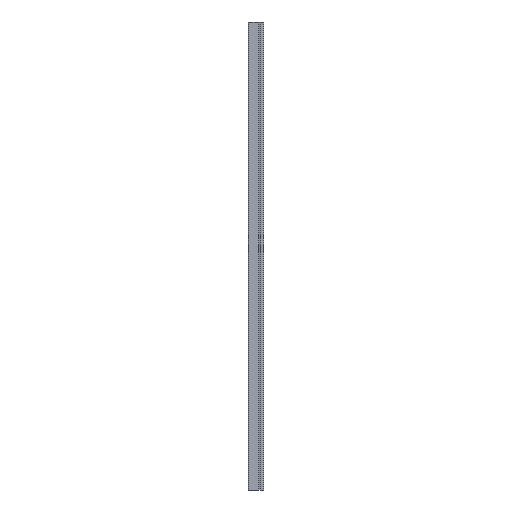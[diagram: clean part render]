
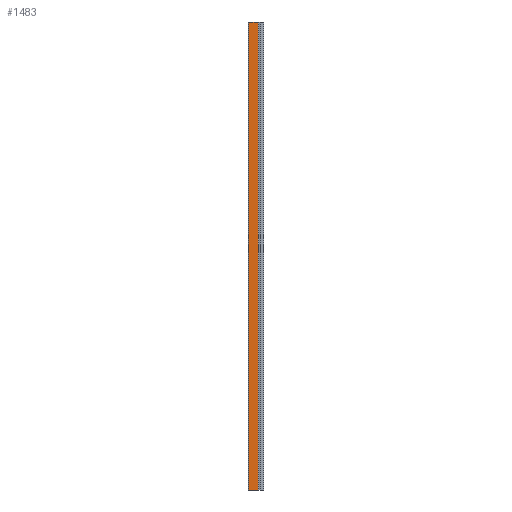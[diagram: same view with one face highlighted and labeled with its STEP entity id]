
A CAD part, left-side view. The second image highlights one B-rep face of the part: STEP entity #1483.
In plain terms, the highlighted planar face has unit normal (-1, 0, 0).
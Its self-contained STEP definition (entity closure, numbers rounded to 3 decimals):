
#205=FACE_OUTER_BOUND('',#281,.T.);
#281=EDGE_LOOP('',(#1191,#1192,#1193,#1194));
#411=LINE('',#2511,#549);
#412=LINE('',#2515,#550);
#413=LINE('',#2517,#551);
#414=LINE('',#2518,#552);
#549=VECTOR('',#2059,10.);
#550=VECTOR('',#2064,10.);
#551=VECTOR('',#2065,10.);
#552=VECTOR('',#2066,10.);
#697=VERTEX_POINT('',#2508);
#698=VERTEX_POINT('',#2510);
#699=VERTEX_POINT('',#2514);
#700=VERTEX_POINT('',#2516);
#906=EDGE_CURVE('',#698,#697,#411,.T.);
#908=EDGE_CURVE('',#697,#699,#412,.T.);
#909=EDGE_CURVE('',#700,#699,#413,.T.);
#910=EDGE_CURVE('',#700,#698,#414,.T.);
#1191=ORIENTED_EDGE('',*,*,#908,.T.);
#1192=ORIENTED_EDGE('',*,*,#909,.F.);
#1193=ORIENTED_EDGE('',*,*,#910,.T.);
#1194=ORIENTED_EDGE('',*,*,#906,.T.);
#1413=PLANE('',#1651);
#1483=ADVANCED_FACE('',(#205),#1413,.T.);
#1651=AXIS2_PLACEMENT_3D('',#2513,#2062,#2063);
#2059=DIRECTION('',(0.,0.,1.));
#2062=DIRECTION('center_axis',(-1.,0.,
0.));
#2063=DIRECTION('ref_axis',(0.,0.,1.));
#2064=DIRECTION('',(0.,1.,0.));
#2065=DIRECTION('',(0.,0.,1.));
#2066=DIRECTION('',(0.,-1.,0.));
#2508=CARTESIAN_POINT('',(44.188,108.147,6000.));
#2510=CARTESIAN_POINT('',(44.188,108.147,0.));
#2511=CARTESIAN_POINT('',(44.188,108.147,0.));
#2513=CARTESIAN_POINT('Origin',(44.188,108.147,0.));
#2514=CARTESIAN_POINT('',(44.172,231.306,6000.));
#2515=CARTESIAN_POINT('',(44.172,231.306,6000.));
#2516=CARTESIAN_POINT('',(44.172,231.306,0.));
#2517=CARTESIAN_POINT('',(44.172,231.306,0.));
#2518=CARTESIAN_POINT('',(44.172,231.306,0.));
